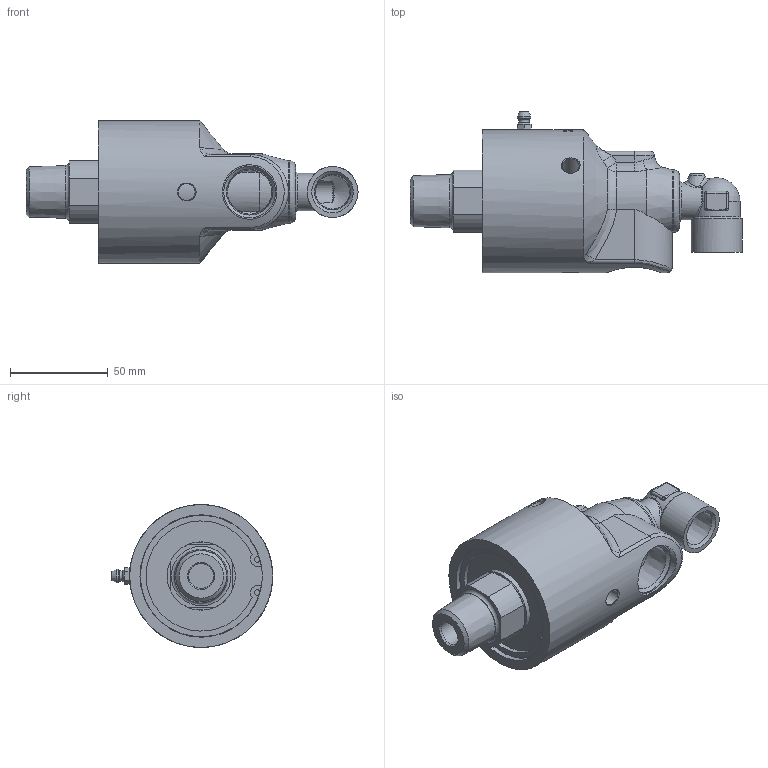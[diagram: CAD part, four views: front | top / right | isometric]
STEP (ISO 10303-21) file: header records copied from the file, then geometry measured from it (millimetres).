
FILE_DESCRIPTION(/* description */ (''),/* implementation_level */ '2;1');
FILE_NAME(/* name */ '255-000-020075-IC.stp',/* time_stamp */ '2020-05-19T11:35:37-05:00',/* author */ ('GALINDOLM'),/* organization */ (''),/* preprocessor_version */ 'ST-DEVELOPER v18',/* originating_system */ 'Autodesk Inventor 2020',/* authorisation */ '');
FILE_SCHEMA (('AUTOMOTIVE_DESIGN { 1 0 10303 214 3 1 1 }'));
Products named in the file (1): 255-000-020075-IC
Bounding box: 169.53 x 82.38 x 73 mm (x, y, z)
Volume: 326018.5 mm3; surface area: 43031 mm2
Topology: 1 solids, 2 shells, 534 faces, 1401 edges, 913 vertices
Faces by surface type: bspline 239, plane 135, cylinder 99, cone 40, sphere 11, torus 10
Full cylindrical faces by diameter (mm): 2.794 x2, 5.359 x1, 6.325 x1, 8.6 x3, 11.445 x1, 12.7 x1, 14.778 x1, 17.475 x1, 19 x1, 22.631 x1, 26 x1, 27.184 x1, 27.8 x1, 32 x1, 34.8 x1, 62.5 x1, 73 x1
Entity records: 67735 total; most frequent: CARTESIAN_POINT 55540, ORIENTED_EDGE 2788, DIRECTION 1958, EDGE_CURVE 1394, VERTEX_POINT 913, AXIS2_PLACEMENT_3D 741, EDGE_LOOP 583, FACE_OUTER_BOUND 534
